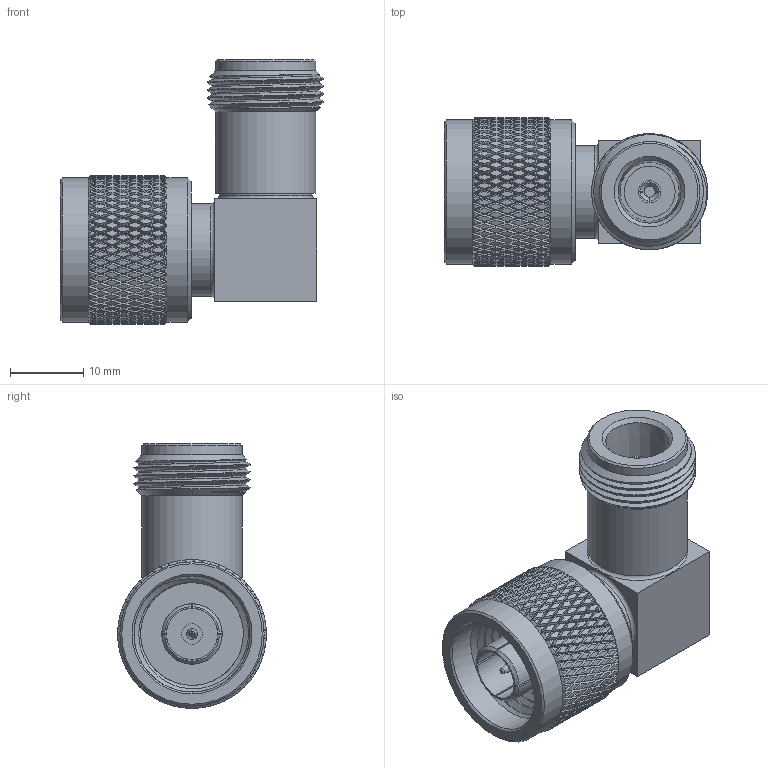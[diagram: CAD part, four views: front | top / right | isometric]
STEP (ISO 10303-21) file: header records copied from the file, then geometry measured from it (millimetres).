
FILE_DESCRIPTION (( 'STEP AP203' ), '1' );
FILE_NAME ('SM4533_3D.step', '2021-02-11T18:28:14', ( '' ), ( '' ), 'SwSTEP 2.0', 'SolidWorks 2018', '' );
FILE_SCHEMA (( 'CONFIG_CONTROL_DESIGN' ));
Length unit declared in the file: inch
Products named in the file (1): SM4533_3D
Bounding box: 36 x 20.32 x 36.17 mm (x, y, z)
Volume: 9510 mm3; surface area: 5628.7 mm2
Topology: 1 solids, 1 shells, 2305 faces, 4935 edges, 2645 vertices
Faces by surface type: bspline 1767, cylinder 468, plane 47, cone 21, torus 2
Full cylindrical faces by diameter (mm): 1.524 x2, 2.794 x1, 3.048 x1, 6.985 x2, 8.255 x1, 12.7 x2, 13.716 x2, 15.875 x5, 19.715 x2
Entity records: 84609 total; most frequent: CARTESIAN_POINT 54783, ORIENTED_EDGE 9770, EDGE_CURVE 4885, VERTEX_POINT 2627, EDGE_LOOP 2340, FACE_OUTER_BOUND 2317, ADVANCED_FACE 2300, B_SPLINE_CURVE_WITH_KNOTS 2188
